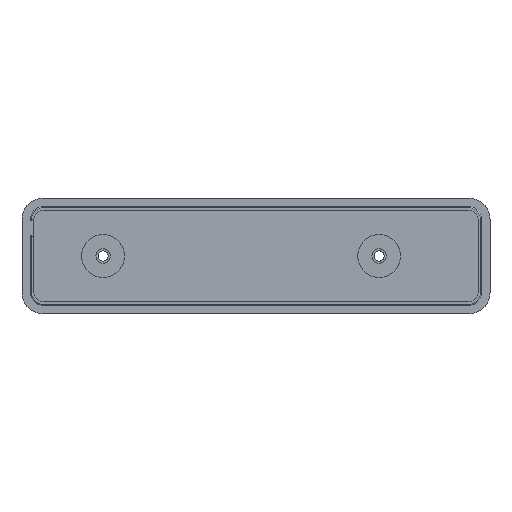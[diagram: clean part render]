
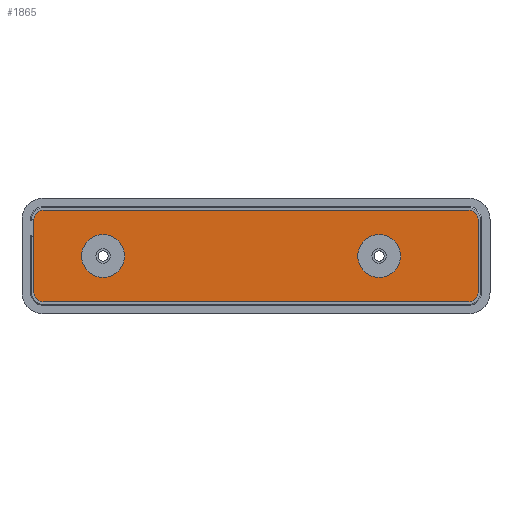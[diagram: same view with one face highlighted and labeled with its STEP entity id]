
A CAD part, top view. The second image highlights one B-rep face of the part: STEP entity #1865.
In plain terms, the highlighted planar face has unit normal (0, 0, 1).
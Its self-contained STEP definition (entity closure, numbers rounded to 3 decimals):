
#36=FACE_BOUND('',#400,.T.);
#37=FACE_BOUND('',#401,.T.);
#101=CIRCLE('',#2039,5.05);
#103=CIRCLE('',#2043,5.05);
#105=CIRCLE('',#2048,3.337);
#107=CIRCLE('',#2052,3.337);
#108=CIRCLE('',#2055,3.337);
#110=CIRCLE('',#2059,3.337);
#179=PLANE('',#2064);
#282=FACE_OUTER_BOUND('',#399,.T.);
#399=EDGE_LOOP('',(#1658,#1659,#1660,#1661,#1662,#1663,#1664,#1665));
#400=EDGE_LOOP('',(#1666));
#401=EDGE_LOOP('',(#1667));
#567=LINE('',#3101,#750);
#571=LINE('',#3113,#754);
#574=LINE('',#3122,#757);
#577=LINE('',#3130,#760);
#750=VECTOR('',#2533,10.);
#754=VECTOR('',#2545,10.);
#757=VECTOR('',#2556,10.);
#760=VECTOR('',#2565,10.);
#920=VERTEX_POINT('',#3082);
#922=VERTEX_POINT('',#3089);
#924=VERTEX_POINT('',#3095);
#926=VERTEX_POINT('',#3099);
#928=VERTEX_POINT('',#3104);
#930=VERTEX_POINT('',#3110);
#931=VERTEX_POINT('',#3115);
#932=VERTEX_POINT('',#3120);
#933=VERTEX_POINT('',#3124);
#934=VERTEX_POINT('',#3128);
#1155=EDGE_CURVE('',#920,#920,#101,.T.);
#1158=EDGE_CURVE('',#922,#922,#103,.T.);
#1162=EDGE_CURVE('',#924,#926,#567,.F.);
#1165=EDGE_CURVE('',#928,#924,#105,.F.);
#1168=EDGE_CURVE('',#930,#928,#571,.F.);
#1171=EDGE_CURVE('',#931,#930,#107,.F.);
#1173=EDGE_CURVE('',#932,#931,#574,.F.);
#1175=EDGE_CURVE('',#933,#932,#108,.F.);
#1177=EDGE_CURVE('',#934,#933,#577,.F.);
#1179=EDGE_CURVE('',#926,#934,#110,.F.);
#1658=ORIENTED_EDGE('',*,*,#1162,.T.);
#1659=ORIENTED_EDGE('',*,*,#1179,.T.);
#1660=ORIENTED_EDGE('',*,*,#1177,.T.);
#1661=ORIENTED_EDGE('',*,*,#1175,.T.);
#1662=ORIENTED_EDGE('',*,*,#1173,.T.);
#1663=ORIENTED_EDGE('',*,*,#1171,.T.);
#1664=ORIENTED_EDGE('',*,*,#1168,.T.);
#1665=ORIENTED_EDGE('',*,*,#1165,.T.);
#1666=ORIENTED_EDGE('',*,*,#1155,.T.);
#1667=ORIENTED_EDGE('',*,*,#1158,.T.);
#1865=ADVANCED_FACE('',(#282,#36,#37),#179,.T.);
#2039=AXIS2_PLACEMENT_3D('',#3084,#2515,#2516);
#2043=AXIS2_PLACEMENT_3D('',#3091,#2524,#2525);
#2048=AXIS2_PLACEMENT_3D('',#3107,#2539,#2540);
#2052=AXIS2_PLACEMENT_3D('',#3118,#2551,#2552);
#2055=AXIS2_PLACEMENT_3D('',#3126,#2560,#2561);
#2059=AXIS2_PLACEMENT_3D('',#3133,#2570,#2571);
#2064=AXIS2_PLACEMENT_3D('',#3142,#2584,#2585);
#2515=DIRECTION('center_axis',(0.,0.,-1.));
#2516=DIRECTION('ref_axis',(1.,0.,0.));
#2524=DIRECTION('center_axis',(0.,0.,-1.));
#2525=DIRECTION('ref_axis',(1.,0.,0.));
#2533=DIRECTION('',(0.,-1.,0.));
#2539=DIRECTION('center_axis',(0.,0.,-1.));
#2540=DIRECTION('ref_axis',(0.,-1.,0.));
#2545=DIRECTION('',(-1.,0.,0.));
#2551=DIRECTION('center_axis',(0.,0.,-1.));
#2552=DIRECTION('ref_axis',(-1.,0.,0.));
#2556=DIRECTION('',(0.,1.,0.));
#2560=DIRECTION('center_axis',(0.,0.,-1.));
#2561=DIRECTION('ref_axis',(0.,1.,0.));
#2565=DIRECTION('',(1.,0.,0.));
#2570=DIRECTION('center_axis',(0.,0.,-1.));
#2571=DIRECTION('ref_axis',(1.,0.,0.));
#2584=DIRECTION('center_axis',(0.,0.,1.));
#2585=DIRECTION('ref_axis',(1.,0.,0.));
#3082=CARTESIAN_POINT('',(72.45,10.,-1.5));
#3084=CARTESIAN_POINT('Origin',(77.5,10.,-1.5));
#3089=CARTESIAN_POINT('',(7.45,10.,-1.5));
#3091=CARTESIAN_POINT('Origin',(12.5,10.,-1.5));
#3095=CARTESIAN_POINT('',(101.937,1.4,-1.5));
#3099=CARTESIAN_POINT('',(101.937,18.6,-1.5));
#3101=CARTESIAN_POINT('',(101.937,12.15,-1.5));
#3104=CARTESIAN_POINT('',(98.6,-1.937,-1.5));
#3107=CARTESIAN_POINT('Origin',(98.6,1.4,-1.5));
#3110=CARTESIAN_POINT('',(-1.6,-1.937,-1.5));
#3113=CARTESIAN_POINT('',(61.025,-1.937,-1.5));
#3115=CARTESIAN_POINT('',(-4.937,1.4,-1.5));
#3118=CARTESIAN_POINT('Origin',(-1.6,1.4,-1.5));
#3120=CARTESIAN_POINT('',(-4.937,18.6,-1.5));
#3122=CARTESIAN_POINT('',(-4.937,7.85,-1.5));
#3124=CARTESIAN_POINT('',(-1.6,21.937,-1.5));
#3126=CARTESIAN_POINT('Origin',(-1.6,18.6,-1.5));
#3128=CARTESIAN_POINT('',(98.6,21.937,-1.5));
#3130=CARTESIAN_POINT('',(35.975,21.937,-1.5));
#3133=CARTESIAN_POINT('Origin',(98.6,18.6,-1.5));
#3142=CARTESIAN_POINT('Origin',(48.5,10.,-1.5));
